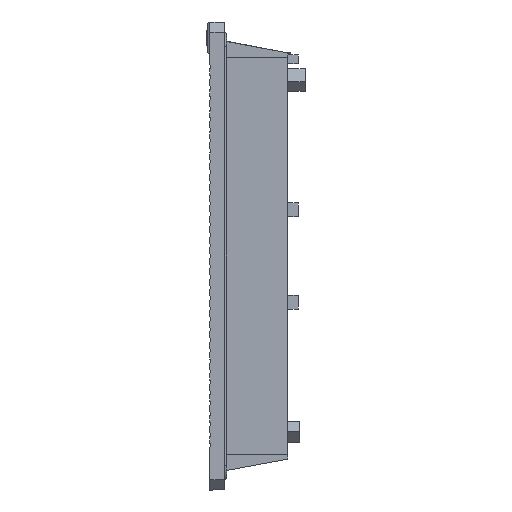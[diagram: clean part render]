
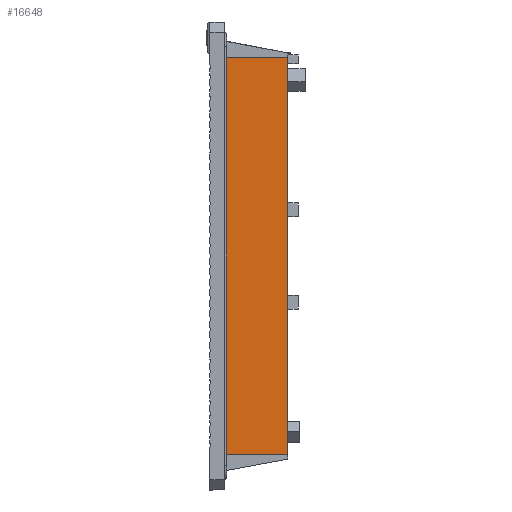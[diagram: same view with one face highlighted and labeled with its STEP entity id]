
A CAD part, left-side view. The second image highlights one B-rep face of the part: STEP entity #16648.
In plain terms, the highlighted planar face has unit normal (-1, 0, 0).
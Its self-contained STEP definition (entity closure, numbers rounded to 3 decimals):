
#75 = CARTESIAN_POINT ( 'NONE',  ( -87.5, 309.1, 87.5 ) ) ;
#406 = DIRECTION ( 'NONE',  ( -1., 0., 0. ) ) ;
#2252 = VECTOR ( 'NONE', #11738, 1000. ) ;
#3315 = AXIS2_PLACEMENT_3D ( 'NONE', #75, #406, #23160 ) ;
#8271 = LINE ( 'NONE', #31034, #13138 ) ;
#10736 = CARTESIAN_POINT ( 'NONE',  ( -87.5, 0., -86. ) ) ;
#11402 = CARTESIAN_POINT ( 'NONE',  ( -87.5, 0., 87.5 ) ) ;
#11738 = DIRECTION ( 'NONE',  ( 0., 0., -1. ) ) ;
#13138 = VECTOR ( 'NONE', #35288, 1000. ) ;
#13718 = VERTEX_POINT ( 'NONE', #31758 ) ;
#13731 = CARTESIAN_POINT ( 'NONE',  ( -87.5, 51.869, 86. ) ) ;
#14353 = LINE ( 'NONE', #40470, #50208 ) ;
#16648 = ADVANCED_FACE ( 'NONE', ( #22170 ), #34892, .T. ) ;
#17505 = VERTEX_POINT ( 'NONE', #10736 ) ;
#21078 = DIRECTION ( 'NONE',  ( 0., -1., 0. ) ) ;
#21748 = VERTEX_POINT ( 'NONE', #39599 ) ;
#22002 = EDGE_CURVE ( 'NONE', #13718, #41795, #27429, .T. ) ;
#22170 = FACE_OUTER_BOUND ( 'NONE', #46552, .T. ) ;
#23087 = CARTESIAN_POINT ( 'NONE',  ( -87.5, 0., 86. ) ) ;
#23160 = DIRECTION ( 'NONE',  ( 0., 0., 1. ) ) ;
#23318 = ORIENTED_EDGE ( 'NONE', *, *, #22002, .F. ) ;
#24192 = EDGE_CURVE ( 'NONE', #21748, #17505, #14353, .T. ) ;
#27429 = LINE ( 'NONE', #13731, #47439 ) ;
#30788 = LINE ( 'NONE', #11402, #2252 ) ;
#31034 = CARTESIAN_POINT ( 'NONE',  ( -87.5, 28., 87.5 ) ) ;
#31758 = CARTESIAN_POINT ( 'NONE',  ( -87.5, 28., 86. ) ) ;
#34892 = PLANE ( 'NONE',  #3315 ) ;
#35288 = DIRECTION ( 'NONE',  ( 0., 0., -1. ) ) ;
#35429 = ORIENTED_EDGE ( 'NONE', *, *, #24192, .T. ) ;
#39599 = CARTESIAN_POINT ( 'NONE',  ( -87.5, 28., -86. ) ) ;
#40470 = CARTESIAN_POINT ( 'NONE',  ( -87.5, 51.869, -86. ) ) ;
#41795 = VERTEX_POINT ( 'NONE', #23087 ) ;
#45581 = ORIENTED_EDGE ( 'NONE', *, *, #46726, .F. ) ;
#46552 = EDGE_LOOP ( 'NONE', ( #45581, #23318, #49657, #35429 ) ) ;
#46726 = EDGE_CURVE ( 'NONE', #41795, #17505, #30788, .T. ) ;
#47092 = EDGE_CURVE ( 'NONE', #13718, #21748, #8271, .T. ) ;
#47439 = VECTOR ( 'NONE', #48866, 1000. ) ;
#48866 = DIRECTION ( 'NONE',  ( 0., -1., 0. ) ) ;
#49657 = ORIENTED_EDGE ( 'NONE', *, *, #47092, .T. ) ;
#50208 = VECTOR ( 'NONE', #21078, 1000. ) ;
